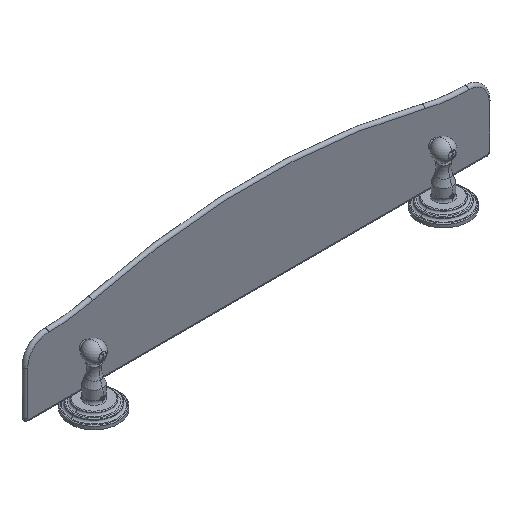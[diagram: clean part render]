
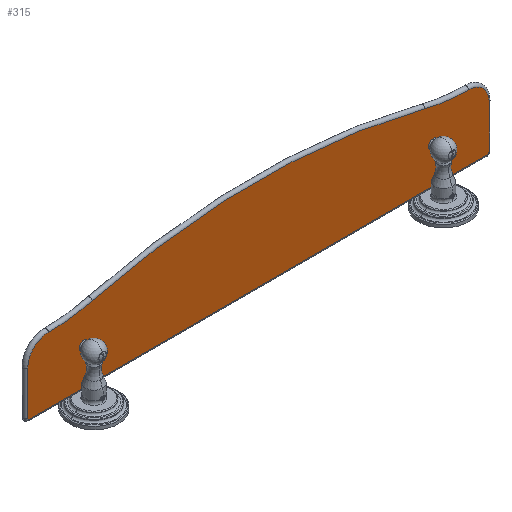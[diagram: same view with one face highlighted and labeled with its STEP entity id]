
A CAD part, isometric view. The second image highlights one B-rep face of the part: STEP entity #315.
In plain terms, the highlighted planar face has unit normal (0, -1, 0).
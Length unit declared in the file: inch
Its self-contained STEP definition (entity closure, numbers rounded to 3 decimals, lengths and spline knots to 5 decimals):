
#2=CARTESIAN_POINT('',(-9.,0.,2.007));
#3=DIRECTION('',(0.,-1.,0.));
#4=DIRECTION('',(-1.,0.,0.));
#5=AXIS2_PLACEMENT_3D('',#2,#3,#4);
#7=CARTESIAN_POINT('',(-9.,0.,2.007));
#8=DIRECTION('',(0.,-1.,0.));
#9=DIRECTION('',(1.,0.,0.));
#10=AXIS2_PLACEMENT_3D('',#7,#8,#9);
#12=CARTESIAN_POINT('',(9.,0.,2.007));
#13=DIRECTION('',(0.,-1.,0.));
#14=DIRECTION('',(-1.,0.,0.));
#15=AXIS2_PLACEMENT_3D('',#12,#13,#14);
#17=CARTESIAN_POINT('',(9.,0.,2.007));
#18=DIRECTION('',(0.,-1.,0.));
#19=DIRECTION('',(1.,0.,0.));
#20=AXIS2_PLACEMENT_3D('',#17,#18,#19);
#22=CARTESIAN_POINT('',(11.875,0.,0.197));
#23=CARTESIAN_POINT('',(11.875,0.,0.18356));
#24=CARTESIAN_POINT('',(11.86872,0.,0.1602));
#25=CARTESIAN_POINT('',(11.83989,0.,
0.13132));
#26=CARTESIAN_POINT('',(11.81649,0.,0.125));
#27=CARTESIAN_POINT('',(11.803,0.,0.125));
#29=DIRECTION('',(-1.,0.,0.));
#30=VECTOR('',#29,23.606);
#31=CARTESIAN_POINT('',(11.803,0.,0.125));
#32=LINE('',#31,#30);
#33=CARTESIAN_POINT('',(-11.803,0.,
0.125));
#34=CARTESIAN_POINT('',(-11.8165,0.,
0.125));
#35=CARTESIAN_POINT('',(-11.83991,0.,
0.13133));
#36=CARTESIAN_POINT('',(-11.86874,0.,
0.16024));
#37=CARTESIAN_POINT('',(-11.875,0.,0.18357));
#38=CARTESIAN_POINT('',(-11.875,0.,0.197));
#40=DIRECTION('',(0.,0.,1.));
#41=VECTOR('',#40,2.24496);
#42=CARTESIAN_POINT('',(-11.875,0.,0.197));
#43=LINE('',#42,#41);
#44=CARTESIAN_POINT('',(-11.87498,0.,2.44196));
#45=CARTESIAN_POINT('',(-11.875,0.,2.55458));
#46=CARTESIAN_POINT('',(-11.84121,0.,2.76867));
#47=CARTESIAN_POINT('',(-11.68757,0.,3.07313));
#48=CARTESIAN_POINT('',(-11.45083,0.,3.30978));
#49=CARTESIAN_POINT('',(-11.14645,0.,3.46327));
#50=CARTESIAN_POINT('',(-10.93249,0.,3.497));
#51=CARTESIAN_POINT('',(-10.81995,0.,3.49698));
#53=CARTESIAN_POINT('',(-10.82,0.,12.5381));
#54=DIRECTION('',(0.,-1.,0.));
#55=DIRECTION('',(0.,0.,-1.));
#56=AXIS2_PLACEMENT_3D('',#53,#54,#55);
#58=CARTESIAN_POINT('',(0.,0.,-29.252));
#59=DIRECTION('',(0.,1.,0.));
#60=DIRECTION('',(-0.251,0.,0.968));
#61=AXIS2_PLACEMENT_3D('',#58,#59,#60);
#63=CARTESIAN_POINT('',(10.82,0.,12.5381));
#64=DIRECTION('',(0.,-1.,0.));
#65=DIRECTION('',(-0.251,0.,-0.968));
#66=AXIS2_PLACEMENT_3D('',#63,#64,#65);
#68=CARTESIAN_POINT('',(10.81996,0.,3.49698));
#69=CARTESIAN_POINT('',(10.93265,0.,3.497));
#70=CARTESIAN_POINT('',(11.14682,0.,3.46316));
#71=CARTESIAN_POINT('',(11.4511,0.,3.30957));
#72=CARTESIAN_POINT('',(11.68776,0.,3.07287));
#73=CARTESIAN_POINT('',(11.84132,0.,2.76832));
#74=CARTESIAN_POINT('',(11.87499,0.,2.55443));
#75=CARTESIAN_POINT('',(11.87498,0.,2.44195));
#77=DIRECTION('',(0.,0.,-1.));
#78=VECTOR('',#77,2.24495);
#79=CARTESIAN_POINT('',(11.87498,0.,2.44195));
#80=LINE('',#79,#78);
#230=CARTESIAN_POINT('',(9.138,0.,2.007));
#231=CARTESIAN_POINT('',(8.862,0.,2.007));
#232=VERTEX_POINT('',#230);
#233=VERTEX_POINT('',#231);
#238=CARTESIAN_POINT('',(-9.138,0.,2.007));
#239=CARTESIAN_POINT('',(-8.862,0.,2.007));
#240=VERTEX_POINT('',#238);
#241=VERTEX_POINT('',#239);
#246=VERTEX_POINT('',#22);
#247=VERTEX_POINT('',#27);
#250=CARTESIAN_POINT('',(-11.803,0.,
0.125));
#251=VERTEX_POINT('',#250);
#254=VERTEX_POINT('',#38);
#256=CARTESIAN_POINT('',(-11.87498,0.,2.44196));
#257=VERTEX_POINT('',#256);
#260=VERTEX_POINT('',#51);
#262=CARTESIAN_POINT('',(-8.55387,0.,3.78561));
#263=VERTEX_POINT('',#262);
#266=CARTESIAN_POINT('',(8.55387,0.,3.78561));
#267=VERTEX_POINT('',#266);
#270=CARTESIAN_POINT('',(10.82,0.,3.497));
#271=VERTEX_POINT('',#270);
#274=VERTEX_POINT('',#75);
#276=CARTESIAN_POINT('',(0.,0.,0.));
#277=DIRECTION('',(0.,1.,0.));
#278=DIRECTION('',(1.,0.,0.));
#279=AXIS2_PLACEMENT_3D('',#276,#277,#278);
#280=PLANE('',#279);
#282=ORIENTED_EDGE('',*,*,#281,.T.);
#284=ORIENTED_EDGE('',*,*,#283,.T.);
#286=ORIENTED_EDGE('',*,*,#285,.T.);
#288=ORIENTED_EDGE('',*,*,#287,.T.);
#290=ORIENTED_EDGE('',*,*,#289,.T.);
#292=ORIENTED_EDGE('',*,*,#291,.T.);
#294=ORIENTED_EDGE('',*,*,#293,.T.);
#296=ORIENTED_EDGE('',*,*,#295,.T.);
#298=ORIENTED_EDGE('',*,*,#297,.T.);
#300=ORIENTED_EDGE('',*,*,#299,.T.);
#301=EDGE_LOOP('',(#282,#284,#286,#288,#290,#292,#294,#296,#298,#300));
#302=FACE_OUTER_BOUND('',#301,.F.);
#304=ORIENTED_EDGE('',*,*,#303,.T.);
#306=ORIENTED_EDGE('',*,*,#305,.T.);
#307=EDGE_LOOP('',(#304,#306));
#308=FACE_BOUND('',#307,.F.);
#310=ORIENTED_EDGE('',*,*,#309,.T.);
#312=ORIENTED_EDGE('',*,*,#311,.T.);
#313=EDGE_LOOP('',(#310,#312));
#314=FACE_BOUND('',#313,.F.);
#315=ADVANCED_FACE('',(#302,#308,#314),#280,.F.);
#6=CIRCLE('',#5,0.138);
#11=CIRCLE('',#10,0.138);
#16=CIRCLE('',#15,0.138);
#21=CIRCLE('',#20,0.138);
#28=B_SPLINE_CURVE_WITH_KNOTS('',3,(#22,#23,#24,#25,#26,#27),.UNSPECIFIED.,.F.,
.F.,(4,1,1,4),(0.,0.33333,0.66667,1.),.UNSPECIFIED.);
#39=B_SPLINE_CURVE_WITH_KNOTS('',3,(#33,#34,#35,#36,#37,#38),.UNSPECIFIED.,.F.,
.F.,(4,1,1,4),(0.,0.33333,0.66667,1.),.UNSPECIFIED.);
#52=B_SPLINE_CURVE_WITH_KNOTS('',3,(#44,#45,#46,#47,#48,#49,#50,#51),
.UNSPECIFIED.,.F.,.F.,(4,1,1,1,1,4),(0.,0.2,0.4,0.6,0.8,1.),
.UNSPECIFIED.);
#57=CIRCLE('',#56,9.0411);
#62=CIRCLE('',#61,34.127);
#67=CIRCLE('',#66,9.0411);
#76=B_SPLINE_CURVE_WITH_KNOTS('',3,(#68,#69,#70,#71,#72,#73,#74,#75),
.UNSPECIFIED.,.F.,.F.,(4,1,1,1,1,4),(0.,0.2,0.4,0.6,0.8,1.),
.UNSPECIFIED.);
#281=EDGE_CURVE('',#246,#247,#28,.T.);
#283=EDGE_CURVE('',#247,#251,#32,.T.);
#285=EDGE_CURVE('',#251,#254,#39,.T.);
#287=EDGE_CURVE('',#254,#257,#43,.T.);
#289=EDGE_CURVE('',#257,#260,#52,.T.);
#291=EDGE_CURVE('',#260,#263,#57,.T.);
#293=EDGE_CURVE('',#263,#267,#62,.T.);
#295=EDGE_CURVE('',#267,#271,#67,.T.);
#297=EDGE_CURVE('',#271,#274,#76,.T.);
#299=EDGE_CURVE('',#274,#246,#80,.T.);
#303=EDGE_CURVE('',#233,#232,#16,.T.);
#305=EDGE_CURVE('',#232,#233,#21,.T.);
#309=EDGE_CURVE('',#240,#241,#6,.T.);
#311=EDGE_CURVE('',#241,#240,#11,.T.);
